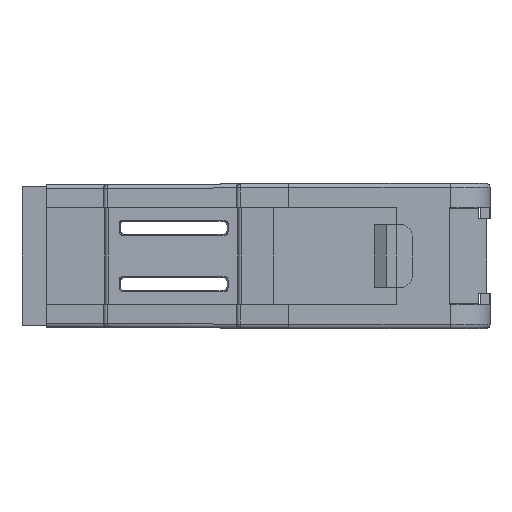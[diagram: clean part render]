
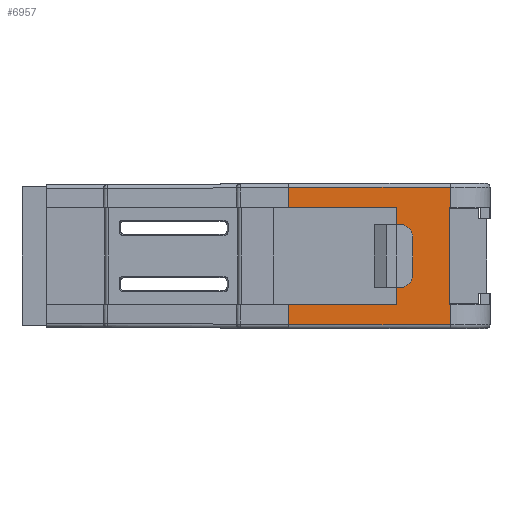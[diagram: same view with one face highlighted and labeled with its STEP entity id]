
A CAD part, left-side view. The second image highlights one B-rep face of the part: STEP entity #6957.
In plain terms, the highlighted face is planar.
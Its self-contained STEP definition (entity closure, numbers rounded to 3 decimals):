
#195 = CARTESIAN_POINT ( 'NONE',  ( -44.98, 6., 26.3 ) ) ;
#486 = DIRECTION ( 'NONE',  ( 0.017, 0., -1. ) ) ;
#596 = CARTESIAN_POINT ( 'NONE',  ( -44.957, -8.5, 25. ) ) ;
#873 = CARTESIAN_POINT ( 'NONE',  ( -44.98, -8.5, 26.3 ) ) ;
#1425 = CARTESIAN_POINT ( 'NONE',  ( -44.608, -6., 5. ) ) ;
#1445 = CARTESIAN_POINT ( 'NONE',  ( -44.98, -6., 26.3 ) ) ;
#1500 = EDGE_CURVE ( 'NONE', #23982, #18978, #27164, .T. ) ;
#1742 = LINE ( 'NONE', #10208, #13433 ) ;
#1794 = DIRECTION ( 'NONE',  ( 1., 0., 0.017 ) ) ;
#1795 = VERTEX_POINT ( 'NONE', #24174 ) ;
#2259 = VECTOR ( 'NONE', #13429, 1000. ) ;
#2447 = LINE ( 'NONE', #6256, #25473 ) ;
#2598 = VERTEX_POINT ( 'NONE', #4055 ) ;
#2763 = LINE ( 'NONE', #12817, #21676 ) ;
#3149 = ORIENTED_EDGE ( 'NONE', *, *, #6790, .F. ) ;
#3201 = DIRECTION ( 'NONE',  ( -0.017, 0., 1. ) ) ;
#3288 = EDGE_CURVE ( 'NONE', #1795, #10257, #9533, .T. ) ;
#3500 = LINE ( 'NONE', #1445, #13109 ) ;
#3580 = VECTOR ( 'NONE', #23148, 1000. ) ;
#4031 = ORIENTED_EDGE ( 'NONE', *, *, #1500, .T. ) ;
#4055 = CARTESIAN_POINT ( 'NONE',  ( -44.608, 6., 5. ) ) ;
#5699 = EDGE_CURVE ( 'NONE', #21748, #28339, #15929, .T. ) ;
#6111 = LINE ( 'NONE', #13336, #2259 ) ;
#6256 = CARTESIAN_POINT ( 'NONE',  ( -44.608, 191., 5. ) ) ;
#6790 = EDGE_CURVE ( 'NONE', #11064, #2598, #2447, .T. ) ;
#6957 = ADVANCED_FACE ( 'NONE', ( #13093 ), #26092, .F. ) ;
#7038 = LINE ( 'NONE', #22984, #23842 ) ;
#7344 = ORIENTED_EDGE ( 'NONE', *, *, #26605, .T. ) ;
#8071 = VECTOR ( 'NONE', #24404, 1000. ) ;
#8215 = DIRECTION ( 'NONE',  ( 0., -1., 0. ) ) ;
#8976 = DIRECTION ( 'NONE',  ( 0., -1., 0. ) ) ;
#9131 = CARTESIAN_POINT ( 'NONE',  ( -44.723, 191., 11.6 ) ) ;
#9533 = LINE ( 'NONE', #22136, #10207 ) ;
#9572 = CARTESIAN_POINT ( 'NONE',  ( -44.607, 8.5, 4.913 ) ) ;
#9769 = ORIENTED_EDGE ( 'NONE', *, *, #18514, .T. ) ;
#9966 = ORIENTED_EDGE ( 'NONE', *, *, #16192, .T. ) ;
#10207 = VECTOR ( 'NONE', #8976, 1000. ) ;
#10208 = CARTESIAN_POINT ( 'NONE',  ( -44.98, -6., 26.3 ) ) ;
#10257 = VERTEX_POINT ( 'NONE', #596 ) ;
#10612 = EDGE_LOOP ( 'NONE', ( #24044, #18526, #9769, #16563, #3149, #25557, #12818, #7344, #27267, #9966, #4031, #12644 ) ) ;
#10899 = VERTEX_POINT ( 'NONE', #13720 ) ;
#11023 = VECTOR ( 'NONE', #13932, 1000. ) ;
#11064 = VERTEX_POINT ( 'NONE', #1425 ) ;
#11163 = VERTEX_POINT ( 'NONE', #26528 ) ;
#11919 = LINE ( 'NONE', #195, #12598 ) ;
#12598 = VECTOR ( 'NONE', #486, 1000. ) ;
#12644 = ORIENTED_EDGE ( 'NONE', *, *, #16449, .T. ) ;
#12817 = CARTESIAN_POINT ( 'NONE',  ( -44.607, 191., 4.913 ) ) ;
#12818 = ORIENTED_EDGE ( 'NONE', *, *, #20099, .T. ) ;
#13093 = FACE_OUTER_BOUND ( 'NONE', #10612, .T. ) ;
#13109 = VECTOR ( 'NONE', #26022, 1000. ) ;
#13336 = CARTESIAN_POINT ( 'NONE',  ( -44.98, 6., 26.3 ) ) ;
#13429 = DIRECTION ( 'NONE',  ( -0.017, 0., 1. ) ) ;
#13433 = VECTOR ( 'NONE', #25787, 1000. ) ;
#13720 = CARTESIAN_POINT ( 'NONE',  ( -44.607, -6., 4.913 ) ) ;
#13932 = DIRECTION ( 'NONE',  ( 0., 1., 0. ) ) ;
#14158 = VECTOR ( 'NONE', #3201, 1000. ) ;
#14575 = LINE ( 'NONE', #15284, #8071 ) ;
#15284 = CARTESIAN_POINT ( 'NONE',  ( -44.607, 191., 4.913 ) ) ;
#15285 = VERTEX_POINT ( 'NONE', #18688 ) ;
#15929 = LINE ( 'NONE', #23240, #3580 ) ;
#16192 = EDGE_CURVE ( 'NONE', #1795, #23982, #3500, .T. ) ;
#16449 = EDGE_CURVE ( 'NONE', #18978, #21748, #6111, .T. ) ;
#16563 = ORIENTED_EDGE ( 'NONE', *, *, #23529, .F. ) ;
#18514 = EDGE_CURVE ( 'NONE', #26367, #15285, #14575, .T. ) ;
#18526 = ORIENTED_EDGE ( 'NONE', *, *, #18814, .T. ) ;
#18688 = CARTESIAN_POINT ( 'NONE',  ( -44.607, 6., 4.913 ) ) ;
#18814 = EDGE_CURVE ( 'NONE', #28339, #26367, #7038, .T. ) ;
#18978 = VERTEX_POINT ( 'NONE', #27832 ) ;
#19967 = LINE ( 'NONE', #873, #14158 ) ;
#20099 = EDGE_CURVE ( 'NONE', #10899, #11163, #2763, .T. ) ;
#20105 = EDGE_CURVE ( 'NONE', #10899, #11064, #1742, .T. ) ;
#21676 = VECTOR ( 'NONE', #8215, 1000. ) ;
#21678 = DIRECTION ( 'NONE',  ( 0.017, 0., -1. ) ) ;
#21748 = VERTEX_POINT ( 'NONE', #21754 ) ;
#21754 = CARTESIAN_POINT ( 'NONE',  ( -44.957, 6., 25. ) ) ;
#22136 = CARTESIAN_POINT ( 'NONE',  ( -44.957, 191., 25. ) ) ;
#22601 = CARTESIAN_POINT ( 'NONE',  ( -44.957, 8.5, 25. ) ) ;
#22984 = CARTESIAN_POINT ( 'NONE',  ( -44.98, 8.5, 26.3 ) ) ;
#23148 = DIRECTION ( 'NONE',  ( 0., 1., 0. ) ) ;
#23240 = CARTESIAN_POINT ( 'NONE',  ( -44.957, 191., 25. ) ) ;
#23529 = EDGE_CURVE ( 'NONE', #2598, #15285, #11919, .T. ) ;
#23757 = CARTESIAN_POINT ( 'NONE',  ( -44.723, -6., 11.6 ) ) ;
#23842 = VECTOR ( 'NONE', #25270, 1000. ) ;
#23982 = VERTEX_POINT ( 'NONE', #23757 ) ;
#24044 = ORIENTED_EDGE ( 'NONE', *, *, #5699, .T. ) ;
#24174 = CARTESIAN_POINT ( 'NONE',  ( -44.957, -6., 25. ) ) ;
#24404 = DIRECTION ( 'NONE',  ( 0., -1., 0. ) ) ;
#25270 = DIRECTION ( 'NONE',  ( 0.017, 0., -1. ) ) ;
#25473 = VECTOR ( 'NONE', #28488, 1000. ) ;
#25557 = ORIENTED_EDGE ( 'NONE', *, *, #20105, .F. ) ;
#25787 = DIRECTION ( 'NONE',  ( -0.017, 0., 1. ) ) ;
#26022 = DIRECTION ( 'NONE',  ( 0.017, 0., -1. ) ) ;
#26092 = PLANE ( 'NONE',  #28168 ) ;
#26275 = CARTESIAN_POINT ( 'NONE',  ( -44.98, 191., 26.3 ) ) ;
#26367 = VERTEX_POINT ( 'NONE', #9572 ) ;
#26528 = CARTESIAN_POINT ( 'NONE',  ( -44.607, -8.5, 4.913 ) ) ;
#26605 = EDGE_CURVE ( 'NONE', #11163, #10257, #19967, .T. ) ;
#27164 = LINE ( 'NONE', #9131, #11023 ) ;
#27267 = ORIENTED_EDGE ( 'NONE', *, *, #3288, .F. ) ;
#27832 = CARTESIAN_POINT ( 'NONE',  ( -44.723, 6., 11.6 ) ) ;
#28168 = AXIS2_PLACEMENT_3D ( 'NONE', #26275, #1794, #21678 ) ;
#28339 = VERTEX_POINT ( 'NONE', #22601 ) ;
#28488 = DIRECTION ( 'NONE',  ( 0., 1., 0. ) ) ;
